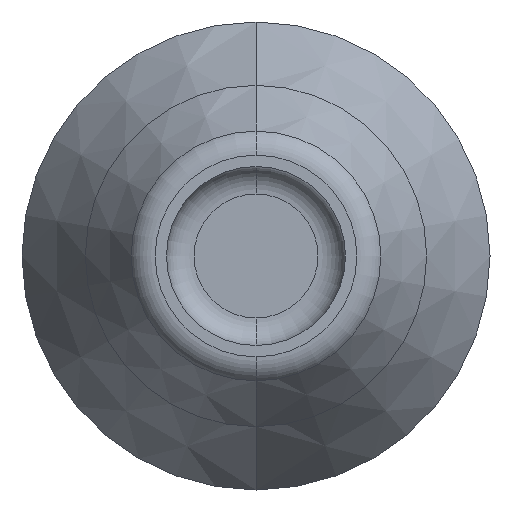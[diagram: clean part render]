
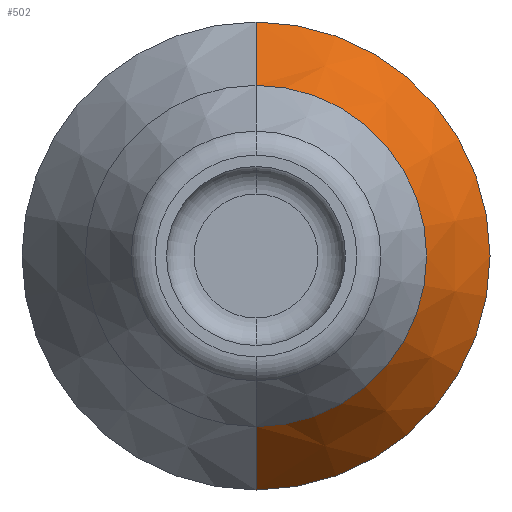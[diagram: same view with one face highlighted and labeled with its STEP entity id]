
A CAD part, front view. The second image highlights one B-rep face of the part: STEP entity #502.
In plain terms, the highlighted conical face has half-angle 30 degrees and reference radius 8.5 mm.
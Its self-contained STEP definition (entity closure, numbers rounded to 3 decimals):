
#12 = ORIENTED_EDGE ( 'NONE', *, *, #501, .T. ) ;
#15 = AXIS2_PLACEMENT_3D ( 'NONE', #96, #100, #101 ) ;
#33 = AXIS2_PLACEMENT_3D ( 'NONE', #124, #125, #126 ) ;
#55 = CARTESIAN_POINT ( 'NONE',  ( 0., -6.016, 0. ) ) ;
#56 = DIRECTION ( 'NONE',  ( 0., 1., 0. ) ) ;
#57 = DIRECTION ( 'NONE',  ( 0., 0., 1. ) ) ;
#96 = CARTESIAN_POINT ( 'NONE',  ( 0., -6.016, 0. ) ) ;
#97 = LINE ( 'NONE', #98, #174 ) ;
#98 = CARTESIAN_POINT ( 'NONE',  ( 0., -6.016, -8.5 ) ) ;
#99 = DIRECTION ( 'NONE',  ( 0., 0.866, -0.5 ) ) ;
#100 = DIRECTION ( 'NONE',  ( 0., 1., 0. ) ) ;
#101 = DIRECTION ( 'NONE',  ( 0., 0., 1. ) ) ;
#124 = CARTESIAN_POINT ( 'NONE',  ( 0., -10., 0. ) ) ;
#125 = DIRECTION ( 'NONE',  ( 0., 1., 0. ) ) ;
#126 = DIRECTION ( 'NONE',  ( 0., 0., 1. ) ) ;
#157 = LINE ( 'NONE', #158, #336 ) ;
#158 = CARTESIAN_POINT ( 'NONE',  ( 0., -6.016, 8.5 ) ) ;
#159 = DIRECTION ( 'NONE',  ( 0., 0.866, 0.5 ) ) ;
#174 = VECTOR ( 'NONE', #99, 1000. ) ;
#176 = FACE_OUTER_BOUND ( 'NONE', #301, .T. ) ;
#207 = ORIENTED_EDGE ( 'NONE', *, *, #519, .T. ) ;
#210 = ORIENTED_EDGE ( 'NONE', *, *, #541, .F. ) ;
#211 = ORIENTED_EDGE ( 'NONE', *, *, #559, .F. ) ;
#230 = VERTEX_POINT ( 'NONE', #378 ) ;
#234 = VERTEX_POINT ( 'NONE', #382 ) ;
#235 = VERTEX_POINT ( 'NONE', #383 ) ;
#236 = VERTEX_POINT ( 'NONE', #384 ) ;
#301 = EDGE_LOOP ( 'NONE', ( #207, #12, #211, #210 ) ) ;
#336 = VECTOR ( 'NONE', #159, 1000. ) ;
#350 = AXIS2_PLACEMENT_3D ( 'NONE', #55, #56, #57 ) ;
#378 = CARTESIAN_POINT ( 'NONE',  ( 0., -6.016, 8.5 ) ) ;
#382 = CARTESIAN_POINT ( 'NONE',  ( 0., -6.016, -8.5 ) ) ;
#383 = CARTESIAN_POINT ( 'NONE',  ( 0., -10., 6.2 ) ) ;
#384 = CARTESIAN_POINT ( 'NONE',  ( 0., -10., -6.2 ) ) ;
#472 = CIRCLE ( 'NONE', #33, 6.2 ) ;
#501 = EDGE_CURVE ( 'NONE', #236, #234, #97, .T. ) ;
#502 = ADVANCED_FACE ( 'NONE', ( #176 ), #532, .T. ) ;
#519 = EDGE_CURVE ( 'NONE', #235, #236, #472, .T. ) ;
#532 = CONICAL_SURFACE ( 'NONE', #15, 8.5, 0.524 ) ;
#541 = EDGE_CURVE ( 'NONE', #235, #230, #157, .T. ) ;
#548 = CIRCLE ( 'NONE', #350, 8.5 ) ;
#559 = EDGE_CURVE ( 'NONE', #230, #234, #548, .T. ) ;
